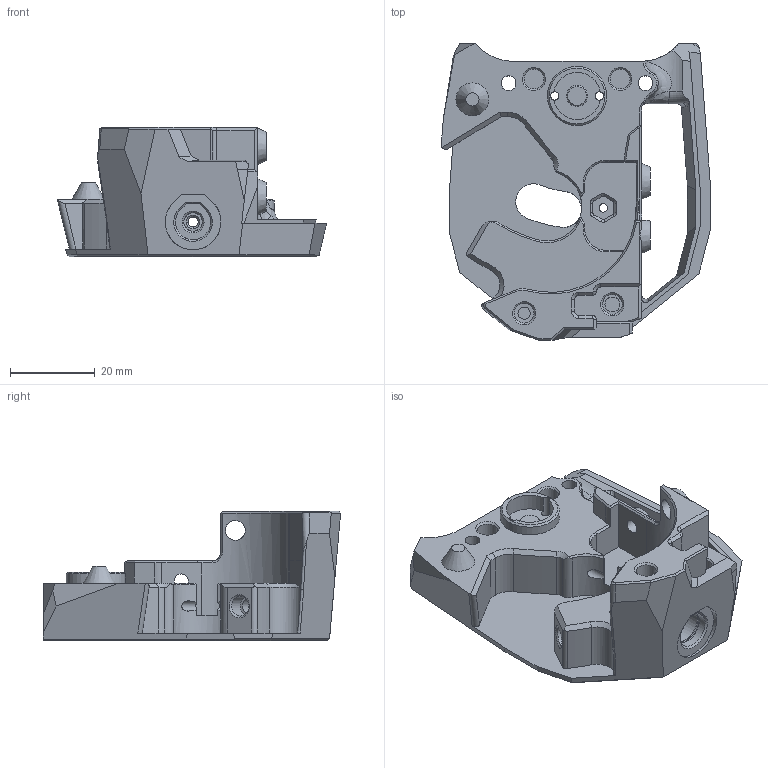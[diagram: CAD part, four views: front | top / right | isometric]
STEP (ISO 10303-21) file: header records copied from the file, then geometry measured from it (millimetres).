
FILE_DESCRIPTION(/* description */ (''),/* implementation_level */ '2;1');
FILE_NAME(/* name */ 'front_body_ECAS_coupler_v2.step',/* time_stamp */ '2024-01-11T13:32:32-06:00',/* author */ (''),/* organization */ (''),/* preprocessor_version */ 'ST-DEVELOPER v20',/* originating_system */ 'Autodesk Translation Framework v12.14.0.127',/* authorisation */ '');
FILE_SCHEMA (('AUTOMOTIVE_DESIGN { 1 0 10303 214 3 1 1 }'));
Length unit declared in the file: millimetre
Products named in the file (1): (Unsaved)
Bounding box: 63.76 x 70.3 x 30.6 mm (x, y, z)
Volume: 33618.5 mm3; surface area: 15905.7 mm2
Topology: 1 solids, 1 shells, 371 faces, 962 edges, 610 vertices
Faces by surface type: plane 220, cylinder 79, cone 58, bspline 12, torus 2
Full cylindrical faces by diameter (mm): 2 x3, 2.4 x2, 2.9 x1, 3.3 x1, 3.5 x3, 3.6 x1, 4.194 x1, 4.699 x1, 4.7 x7, 5 x1, 5.997 x1, 6 x1, 14 x1
Entity records: 13704 total; most frequent: CARTESIAN_POINT 4515, ORIENTED_EDGE 1924, DIRECTION 1878, EDGE_CURVE 962, LINE 636, VECTOR 636, AXIS2_PLACEMENT_3D 621, VERTEX_POINT 610
